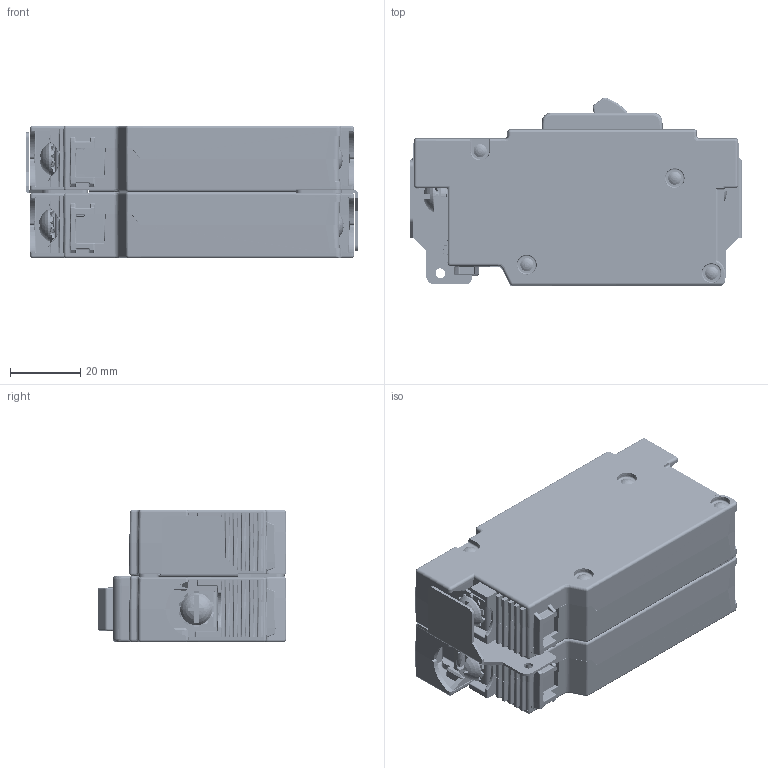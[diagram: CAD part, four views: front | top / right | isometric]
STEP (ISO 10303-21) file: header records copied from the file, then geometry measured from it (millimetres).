
FILE_DESCRIPTION((''),'2;1');
FILE_NAME('L2_PTR_SW0001','2011-11-28T',('danboyden'),(''),'PRO/ENGINEER BY PARAMETRIC TECHNOLOGY CORPORATION, 2010280','PRO/ENGINEER BY PARAMETRIC TECHNOLOGY CORPORATION, 2010280','');
FILE_SCHEMA(('CONFIG_CONTROL_DESIGN'));
Products named in the file (1): L2_PTR_SW0001
Bounding box: 94.61 x 53.78 x 37.8 mm (x, y, z)
Volume: 51109.7 mm3; surface area: 67725.6 mm2
Topology: 16 solids, 20 shells, 10381 faces, 27452 edges, 17249 vertices
Faces by surface type: plane 5775, cylinder 2475, bspline 908, sphere 474, cone 329, torus 231, extrusion 189
Entity records: 363556 total; most frequent: CARTESIAN_POINT 117535, ORIENTED_EDGE 54860, DIRECTION 45458, EDGE_CURVE 27430, VECTOR 18440, LINE 18251, VERTEX_POINT 17249, AXIS2_PLACEMENT_3D 13509
